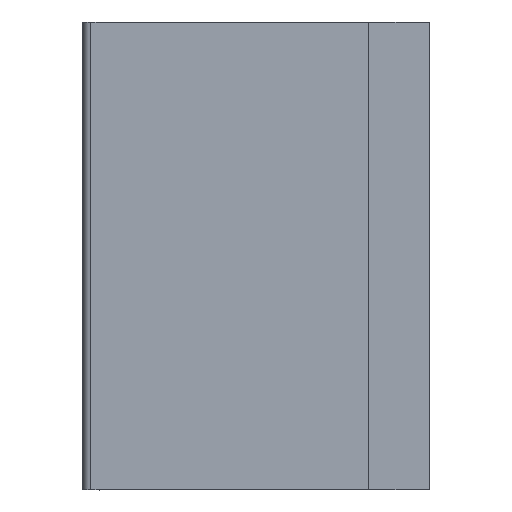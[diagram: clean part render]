
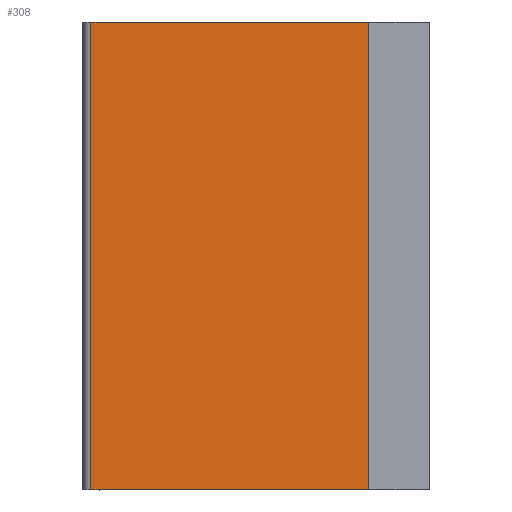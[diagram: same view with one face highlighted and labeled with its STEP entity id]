
A CAD part, left-side view. The second image highlights one B-rep face of the part: STEP entity #308.
In plain terms, the highlighted planar face has unit normal (-1, 0, 0).
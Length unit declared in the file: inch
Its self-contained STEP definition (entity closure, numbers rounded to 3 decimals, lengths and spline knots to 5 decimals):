
#82 = PLANE ( 'NONE',  #8153 ) ;
#193 = LINE ( 'NONE', #1868, #10232 ) ;
#253 = ORIENTED_EDGE ( 'NONE', *, *, #3047, .T. ) ;
#308 = ADVANCED_FACE ( 'NONE', ( #9375 ), #82, .F. ) ;
#935 = CARTESIAN_POINT ( 'NONE',  ( -1.5, 0.94, 1.6875 ) ) ;
#1227 = ORIENTED_EDGE ( 'NONE', *, *, #10562, .F. ) ;
#1490 = CARTESIAN_POINT ( 'NONE',  ( -1.5, 0., 1.6875 ) ) ;
#1614 = VERTEX_POINT ( 'NONE', #2655 ) ;
#1770 = VERTEX_POINT ( 'NONE', #8283 ) ;
#1868 = CARTESIAN_POINT ( 'NONE',  ( -1.5, 0., -1.6875 ) ) ;
#1971 = DIRECTION ( 'NONE',  ( 0., 1., 0. ) ) ;
#2096 = ORIENTED_EDGE ( 'NONE', *, *, #3908, .T. ) ;
#2124 = CARTESIAN_POINT ( 'NONE',  ( -1.5, 0., -1.6875 ) ) ;
#2655 = CARTESIAN_POINT ( 'NONE',  ( -1.5, -1.063, 1.6875 ) ) ;
#2909 = DIRECTION ( 'NONE',  ( 1., 0., 0. ) ) ;
#3047 = EDGE_CURVE ( 'NONE', #1770, #1614, #7657, .T. ) ;
#3093 = EDGE_CURVE ( 'NONE', #10594, #9670, #9126, .T. ) ;
#3281 = EDGE_LOOP ( 'NONE', ( #2096, #5755, #1227, #253 ) ) ;
#3769 = LINE ( 'NONE', #1490, #10462 ) ;
#3908 = EDGE_CURVE ( 'NONE', #1614, #10594, #3769, .T. ) ;
#3951 = DIRECTION ( 'NONE',  ( 0., 1., 0. ) ) ;
#4437 = VECTOR ( 'NONE', #6728, 39.37008 ) ;
#4936 = CARTESIAN_POINT ( 'NONE',  ( -1.5, 0.94, -1.6875 ) ) ;
#5697 = CARTESIAN_POINT ( 'NONE',  ( -1.5, 0.94, -1.6875 ) ) ;
#5755 = ORIENTED_EDGE ( 'NONE', *, *, #3093, .T. ) ;
#6620 = CARTESIAN_POINT ( 'NONE',  ( -1.5, -1.063, -2.36488 ) ) ;
#6728 = DIRECTION ( 'NONE',  ( 0., 0., 1. ) ) ;
#7146 = DIRECTION ( 'NONE',  ( 0., 0., -1. ) ) ;
#7460 = VECTOR ( 'NONE', #8314, 39.37008 ) ;
#7657 = LINE ( 'NONE', #6620, #4437 ) ;
#8153 = AXIS2_PLACEMENT_3D ( 'NONE', #2124, #2909, #7146 ) ;
#8283 = CARTESIAN_POINT ( 'NONE',  ( -1.5, -1.063, -1.6875 ) ) ;
#8314 = DIRECTION ( 'NONE',  ( 0., 0., -1. ) ) ;
#9126 = LINE ( 'NONE', #4936, #7460 ) ;
#9375 = FACE_OUTER_BOUND ( 'NONE', #3281, .T. ) ;
#9670 = VERTEX_POINT ( 'NONE', #5697 ) ;
#10232 = VECTOR ( 'NONE', #1971, 39.37008 ) ;
#10462 = VECTOR ( 'NONE', #3951, 39.37008 ) ;
#10562 = EDGE_CURVE ( 'NONE', #1770, #9670, #193, .T. ) ;
#10594 = VERTEX_POINT ( 'NONE', #935 ) ;
